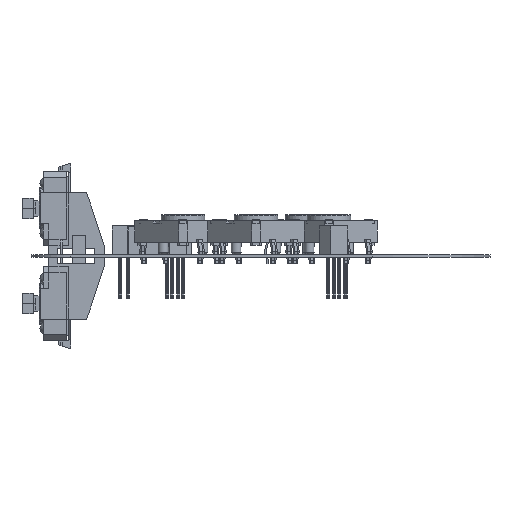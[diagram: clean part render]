
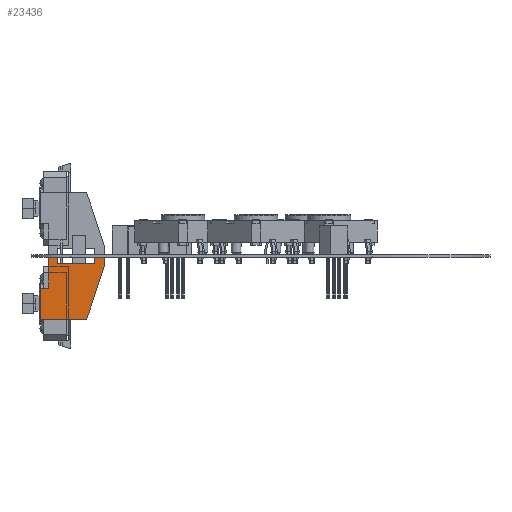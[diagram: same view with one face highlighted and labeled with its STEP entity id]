
A CAD part, left-side view. The second image highlights one B-rep face of the part: STEP entity #23436.
In plain terms, the highlighted face is planar.
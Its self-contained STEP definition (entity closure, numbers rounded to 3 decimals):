
#22723 = VERTEX_POINT('',#22724);
#22724 = CARTESIAN_POINT('',(-2.15,5.,-6.55));
#22730 = EDGE_CURVE('',#22731,#22723,#22733,.T.);
#22731 = VERTEX_POINT('',#22732);
#22732 = CARTESIAN_POINT('',(-2.15,0.,-6.55));
#22733 = LINE('',#22734,#22735);
#22734 = CARTESIAN_POINT('',(-2.15,0.,-6.55));
#22735 = VECTOR('',#22736,1.);
#22736 = DIRECTION('',(0.,1.,-0.));
#22883 = VERTEX_POINT('',#22884);
#22884 = CARTESIAN_POINT('',(6.85,0.,-6.55));
#22890 = EDGE_CURVE('',#22883,#22891,#22893,.T.);
#22891 = VERTEX_POINT('',#22892);
#22892 = CARTESIAN_POINT('',(6.85,1.5,-6.55));
#22893 = LINE('',#22894,#22895);
#22894 = CARTESIAN_POINT('',(6.85,0.,-6.55));
#22895 = VECTOR('',#22896,1.);
#22896 = DIRECTION('',(0.,1.,-0.));
#23246 = EDGE_CURVE('',#23247,#22891,#23249,.T.);
#23247 = VERTEX_POINT('',#23248);
#23248 = CARTESIAN_POINT('',(4.,10.,-6.55));
#23249 = LINE('',#23250,#23251);
#23250 = CARTESIAN_POINT('',(4.,10.,-6.55));
#23251 = VECTOR('',#23252,1.);
#23252 = DIRECTION('',(0.318,-0.948,0.));
#23386 = VERTEX_POINT('',#23387);
#23387 = CARTESIAN_POINT('',(5.35,0.,-6.55));
#23393 = EDGE_CURVE('',#23386,#22883,#23394,.T.);
#23394 = LINE('',#23395,#23396);
#23395 = CARTESIAN_POINT('',(5.35,0.,-6.55));
#23396 = VECTOR('',#23397,1.);
#23397 = DIRECTION('',(1.,0.,0.));
#23410 = VERTEX_POINT('',#23411);
#23411 = CARTESIAN_POINT('',(-0.65,0.,-6.55));
#23426 = EDGE_CURVE('',#22731,#23410,#23427,.T.);
#23427 = LINE('',#23428,#23429);
#23428 = CARTESIAN_POINT('',(-2.15,0.,-6.55));
#23429 = VECTOR('',#23430,1.);
#23430 = DIRECTION('',(1.,0.,0.));
#23436 = ADVANCED_FACE('',(#23437),#23488,.T.);
#23437 = FACE_BOUND('',#23438,.T.);
#23438 = EDGE_LOOP('',(#23439,#23447,#23455,#23461,#23462,#23463,#23471,
    #23479,#23485,#23486,#23487));
#23439 = ORIENTED_EDGE('',*,*,#23440,.T.);
#23440 = EDGE_CURVE('',#23386,#23441,#23443,.T.);
#23441 = VERTEX_POINT('',#23442);
#23442 = CARTESIAN_POINT('',(5.35,1.,-6.55));
#23443 = LINE('',#23444,#23445);
#23444 = CARTESIAN_POINT('',(5.35,0.,-6.55));
#23445 = VECTOR('',#23446,1.);
#23446 = DIRECTION('',(0.,1.,-0.));
#23447 = ORIENTED_EDGE('',*,*,#23448,.T.);
#23448 = EDGE_CURVE('',#23441,#23449,#23451,.T.);
#23449 = VERTEX_POINT('',#23450);
#23450 = CARTESIAN_POINT('',(-0.65,1.,-6.55));
#23451 = LINE('',#23452,#23453);
#23452 = CARTESIAN_POINT('',(5.35,1.,-6.55));
#23453 = VECTOR('',#23454,1.);
#23454 = DIRECTION('',(-1.,0.,-0.));
#23455 = ORIENTED_EDGE('',*,*,#23456,.T.);
#23456 = EDGE_CURVE('',#23449,#23410,#23457,.T.);
#23457 = LINE('',#23458,#23459);
#23458 = CARTESIAN_POINT('',(-0.65,1.,-6.55));
#23459 = VECTOR('',#23460,1.);
#23460 = DIRECTION('',(0.,-1.,0.));
#23461 = ORIENTED_EDGE('',*,*,#23426,.F.);
#23462 = ORIENTED_EDGE('',*,*,#22730,.T.);
#23463 = ORIENTED_EDGE('',*,*,#23464,.T.);
#23464 = EDGE_CURVE('',#22723,#23465,#23467,.T.);
#23465 = VERTEX_POINT('',#23466);
#23466 = CARTESIAN_POINT('',(-3.45,5.,-6.55));
#23467 = LINE('',#23468,#23469);
#23468 = CARTESIAN_POINT('',(-2.15,5.,-6.55));
#23469 = VECTOR('',#23470,1.);
#23470 = DIRECTION('',(-1.,0.,-0.));
#23471 = ORIENTED_EDGE('',*,*,#23472,.F.);
#23472 = EDGE_CURVE('',#23473,#23465,#23475,.T.);
#23473 = VERTEX_POINT('',#23474);
#23474 = CARTESIAN_POINT('',(-3.45,10.,-6.55));
#23475 = LINE('',#23476,#23477);
#23476 = CARTESIAN_POINT('',(-3.45,10.,-6.55));
#23477 = VECTOR('',#23478,1.);
#23478 = DIRECTION('',(0.,-1.,0.));
#23479 = ORIENTED_EDGE('',*,*,#23480,.T.);
#23480 = EDGE_CURVE('',#23473,#23247,#23481,.T.);
#23481 = LINE('',#23482,#23483);
#23482 = CARTESIAN_POINT('',(-3.45,10.,-6.55));
#23483 = VECTOR('',#23484,1.);
#23484 = DIRECTION('',(1.,0.,0.));
#23485 = ORIENTED_EDGE('',*,*,#23246,.T.);
#23486 = ORIENTED_EDGE('',*,*,#22890,.F.);
#23487 = ORIENTED_EDGE('',*,*,#23393,.F.);
#23488 = PLANE('',#23489);
#23489 = AXIS2_PLACEMENT_3D('',#23490,#23491,#23492);
#23490 = CARTESIAN_POINT('',(-3.965,-0.5,-6.55));
#23491 = DIRECTION('',(0.,-0.,-1.));
#23492 = DIRECTION('',(0.,1.,0.));
